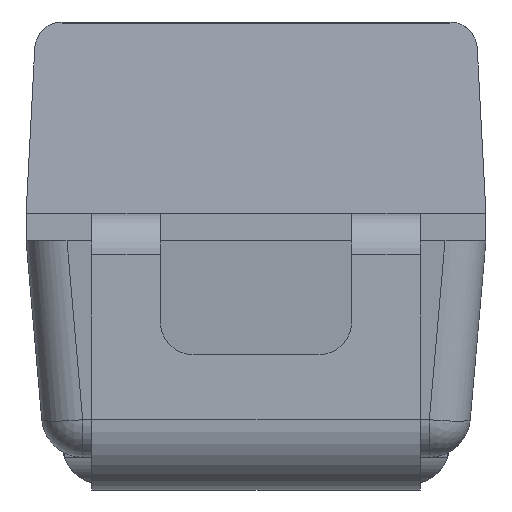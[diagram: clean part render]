
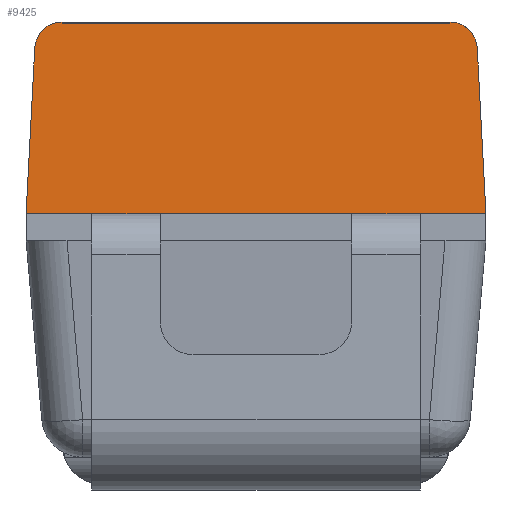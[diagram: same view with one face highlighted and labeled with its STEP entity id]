
A CAD part, left-side view. The second image highlights one B-rep face of the part: STEP entity #9425.
In plain terms, the highlighted planar face has unit normal (-0.999, 0, 0.052).
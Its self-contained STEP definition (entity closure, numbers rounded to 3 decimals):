
#270 = PLANE ( 'NONE',  #8992 ) ;
#300 = EDGE_CURVE ( 'NONE', #8027, #1624, #9410, .T. ) ;
#348 = CARTESIAN_POINT ( 'NONE',  ( -1.55, 0.84, 1.01 ) ) ;
#351 = CARTESIAN_POINT ( 'NONE',  ( -1.513, -0.765, 1.71 ) ) ;
#442 = ORIENTED_EDGE ( 'NONE', *, *, #4578, .T. ) ;
#494 = CARTESIAN_POINT ( 'NONE',  ( -1.518, 0.808, 1.615 ) ) ;
#537 = CARTESIAN_POINT ( 'NONE',  ( -1.55, 0.84, 1.01 ) ) ;
#704 = CARTESIAN_POINT ( 'NONE',  ( -1.518, -0.808, 1.615 ) ) ;
#1036 = CARTESIAN_POINT ( 'NONE',  ( -1.55, 0.35, 1.01 ) ) ;
#1080 = DIRECTION ( 'NONE',  ( 0., -1., 0. ) ) ;
#1086 = CARTESIAN_POINT ( 'NONE',  ( -1.513, -0.708, 1.71 ) ) ;
#1240 = VECTOR ( 'NONE', #7201, 1000. ) ;
#1246 = VERTEX_POINT ( 'NONE', #1553 ) ;
#1412 = VERTEX_POINT ( 'NONE', #3166 ) ;
#1447 = CARTESIAN_POINT ( 'NONE',  ( -1.55, -0.35, 1.01 ) ) ;
#1500 = CARTESIAN_POINT ( 'NONE',  ( -1.55, 0.84, 1.01 ) ) ;
#1553 = CARTESIAN_POINT ( 'NONE',  ( -1.513, 0.708, 1.71 ) ) ;
#1624 = VERTEX_POINT ( 'NONE', #9073 ) ;
#1728 = DIRECTION ( 'NONE',  ( -0.999, 0., 0.052 ) ) ;
#1920 = VECTOR ( 'NONE', #4199, 1000. ) ;
#2029 = LINE ( 'NONE', #4985, #7657 ) ;
#2042 = ORIENTED_EDGE ( 'NONE', *, *, #9254, .F. ) ;
#2157 = VERTEX_POINT ( 'NONE', #7439 ) ;
#2590 = CARTESIAN_POINT ( 'NONE',  ( -1.55, 0.35, 1.01 ) ) ;
#3005 = CARTESIAN_POINT ( 'NONE',  ( -1.55, -0.84, 1.01 ) ) ;
#3080 =( BOUNDED_CURVE ( )  B_SPLINE_CURVE ( 3, ( #5641, #7122, #6392, #494 ),
 .UNSPECIFIED., .F., .F. ) 
 B_SPLINE_CURVE_WITH_KNOTS ( ( 4, 4 ),
 ( 3.142, 4.66 ),
 .UNSPECIFIED. ) 
 CURVE ( )  GEOMETRIC_REPRESENTATION_ITEM ( )  RATIONAL_B_SPLINE_CURVE ( ( 1., 0.817, 0.817, 1. ) ) 
 REPRESENTATION_ITEM ( '' )  );
#3132 = EDGE_CURVE ( 'NONE', #4952, #1412, #4992, .T. ) ;
#3166 = CARTESIAN_POINT ( 'NONE',  ( -1.55, -0.84, 1.01 ) ) ;
#3276 = LINE ( 'NONE', #1036, #8799 ) ;
#3448 = VECTOR ( 'NONE', #9472, 1000. ) ;
#3825 = LINE ( 'NONE', #6228, #9574 ) ;
#3849 = EDGE_CURVE ( 'NONE', #1624, #1412, #8029, .T. ) ;
#3995 = VERTEX_POINT ( 'NONE', #1500 ) ;
#4047 = DIRECTION ( 'NONE',  ( -0.052, 0.052, -0.997 ) ) ;
#4199 = DIRECTION ( 'NONE',  ( 0., -1., 0. ) ) ;
#4578 = EDGE_CURVE ( 'NONE', #4952, #2157, #8498, .T. ) ;
#4779 = DIRECTION ( 'NONE',  ( 0., 1., 0. ) ) ;
#4884 = ORIENTED_EDGE ( 'NONE', *, *, #300, .T. ) ;
#4944 = DIRECTION ( 'NONE',  ( 0., -1., 0. ) ) ;
#4952 = VERTEX_POINT ( 'NONE', #704 ) ;
#4985 = CARTESIAN_POINT ( 'NONE',  ( -1.55, 0.6, 1.01 ) ) ;
#4992 = LINE ( 'NONE', #3005, #6529 ) ;
#5206 = VECTOR ( 'NONE', #4047, 1000. ) ;
#5474 = EDGE_CURVE ( 'NONE', #1246, #9635, #3080, .T. ) ;
#5641 = CARTESIAN_POINT ( 'NONE',  ( -1.513, 0.708, 1.71 ) ) ;
#5653 = CARTESIAN_POINT ( 'NONE',  ( -1.515, -0.805, 1.671 ) ) ;
#5791 = VERTEX_POINT ( 'NONE', #2590 ) ;
#5862 = FACE_OUTER_BOUND ( 'NONE', #8407, .T. ) ;
#5969 = EDGE_CURVE ( 'NONE', #9635, #3995, #7796, .T. ) ;
#6021 = EDGE_CURVE ( 'NONE', #3995, #7005, #6729, .T. ) ;
#6120 = ORIENTED_EDGE ( 'NONE', *, *, #5969, .T. ) ;
#6228 = CARTESIAN_POINT ( 'NONE',  ( -1.513, 0.84, 1.71 ) ) ;
#6240 = DIRECTION ( 'NONE',  ( 0.052, 0., 0.999 ) ) ;
#6392 = CARTESIAN_POINT ( 'NONE',  ( -1.515, 0.805, 1.671 ) ) ;
#6489 = ORIENTED_EDGE ( 'NONE', *, *, #3132, .F. ) ;
#6529 = VECTOR ( 'NONE', #7717, 1000. ) ;
#6729 = LINE ( 'NONE', #9285, #1240 ) ;
#6752 = EDGE_CURVE ( 'NONE', #7005, #5791, #2029, .T. ) ;
#6766 = ORIENTED_EDGE ( 'NONE', *, *, #6021, .T. ) ;
#6860 = CARTESIAN_POINT ( 'NONE',  ( -1.518, 0.808, 1.615 ) ) ;
#7005 = VERTEX_POINT ( 'NONE', #9042 ) ;
#7122 = CARTESIAN_POINT ( 'NONE',  ( -1.513, 0.765, 1.71 ) ) ;
#7201 = DIRECTION ( 'NONE',  ( 0., -1., 0. ) ) ;
#7439 = CARTESIAN_POINT ( 'NONE',  ( -1.513, -0.708, 1.71 ) ) ;
#7440 = ORIENTED_EDGE ( 'NONE', *, *, #6752, .T. ) ;
#7657 = VECTOR ( 'NONE', #4944, 1000. ) ;
#7689 = ORIENTED_EDGE ( 'NONE', *, *, #5474, .T. ) ;
#7717 = DIRECTION ( 'NONE',  ( -0.052, -0.052, -0.997 ) ) ;
#7796 = LINE ( 'NONE', #348, #5206 ) ;
#7801 = CARTESIAN_POINT ( 'NONE',  ( -1.518, -0.808, 1.615 ) ) ;
#7804 = ORIENTED_EDGE ( 'NONE', *, *, #8691, .F. ) ;
#8027 = VERTEX_POINT ( 'NONE', #1447 ) ;
#8029 = LINE ( 'NONE', #537, #3448 ) ;
#8407 = EDGE_LOOP ( 'NONE', ( #6489, #442, #7804, #7689, #6120, #6766, #7440, #2042, #4884, #9532 ) ) ;
#8498 =( BOUNDED_CURVE ( )  B_SPLINE_CURVE ( 3, ( #7801, #5653, #351, #1086 ),
 .UNSPECIFIED., .F., .F. ) 
 B_SPLINE_CURVE_WITH_KNOTS ( ( 4, 4 ),
 ( 4.765, 6.283 ),
 .UNSPECIFIED. ) 
 CURVE ( )  GEOMETRIC_REPRESENTATION_ITEM ( )  RATIONAL_B_SPLINE_CURVE ( ( 1., 0.817, 0.817, 1. ) ) 
 REPRESENTATION_ITEM ( '' )  );
#8691 = EDGE_CURVE ( 'NONE', #1246, #2157, #3825, .T. ) ;
#8799 = VECTOR ( 'NONE', #4779, 1000. ) ;
#8992 = AXIS2_PLACEMENT_3D ( 'NONE', #9133, #1728, #6240 ) ;
#9042 = CARTESIAN_POINT ( 'NONE',  ( -1.55, 0.6, 1.01 ) ) ;
#9073 = CARTESIAN_POINT ( 'NONE',  ( -1.55, -0.6, 1.01 ) ) ;
#9133 = CARTESIAN_POINT ( 'NONE',  ( -1.55, 0.84, 1.01 ) ) ;
#9254 = EDGE_CURVE ( 'NONE', #8027, #5791, #3276, .T. ) ;
#9285 = CARTESIAN_POINT ( 'NONE',  ( -1.55, 0.84, 1.01 ) ) ;
#9324 = CARTESIAN_POINT ( 'NONE',  ( -1.55, 0.6, 1.01 ) ) ;
#9410 = LINE ( 'NONE', #9324, #1920 ) ;
#9425 = ADVANCED_FACE ( 'NONE', ( #5862 ), #270, .T. ) ;
#9472 = DIRECTION ( 'NONE',  ( 0., -1., 0. ) ) ;
#9532 = ORIENTED_EDGE ( 'NONE', *, *, #3849, .T. ) ;
#9574 = VECTOR ( 'NONE', #1080, 1000. ) ;
#9635 = VERTEX_POINT ( 'NONE', #6860 ) ;
